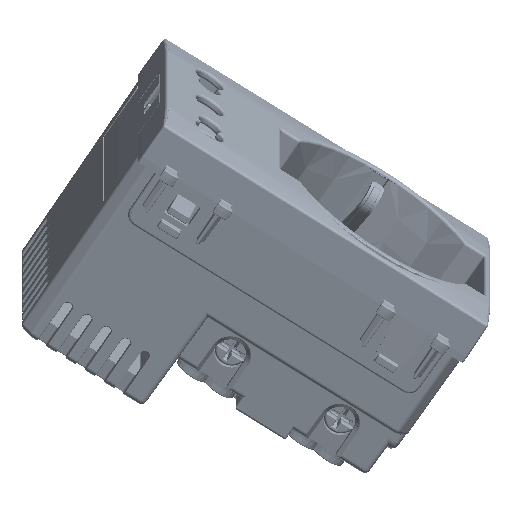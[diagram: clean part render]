
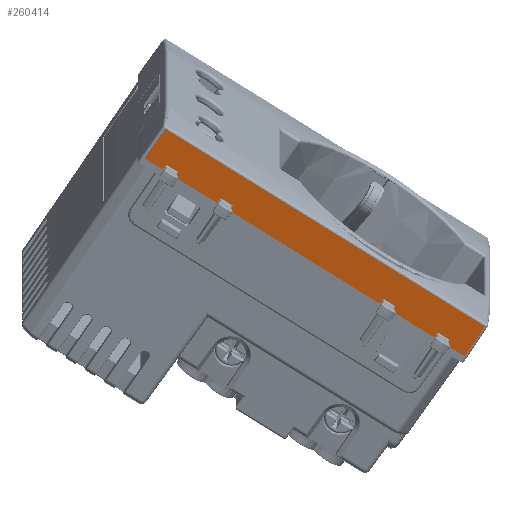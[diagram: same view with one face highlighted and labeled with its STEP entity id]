
A CAD part, front view. The second image highlights one B-rep face of the part: STEP entity #260414.
In plain terms, the highlighted face is planar.
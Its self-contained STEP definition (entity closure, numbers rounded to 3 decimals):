
#231316=CARTESIAN_POINT('Vertex',(-22.45,33.175,1.275)) ;
#231412=CARTESIAN_POINT('Vertex',(-22.45,-33.175,1.275)) ;
#231441=CARTESIAN_POINT('Line Origine',(-22.314,33.141,5.173)) ;
#231445=CARTESIAN_POINT('Vertex',(-22.225,33.119,7.722)) ;
#231469=CARTESIAN_POINT('Vertex',(-22.225,-33.119,7.722)) ;
#231472=CARTESIAN_POINT('Line Origine',(-22.314,-33.141,5.173)) ;
#231508=CARTESIAN_POINT('Line Origine',(-22.225,-16.838,7.722)) ;
#231974=CARTESIAN_POINT('Vertex',(-22.45,-19.248,1.275)) ;
#231999=CARTESIAN_POINT('Vertex',(-22.45,-25.752,1.275)) ;
#250972=CARTESIAN_POINT('Line Origine',(-22.45,-22.5,1.275)) ;
#254100=CARTESIAN_POINT('Vertex',(-22.45,-18.162,1.275)) ;
#254126=CARTESIAN_POINT('Vertex',(-22.45,-15.588,1.275)) ;
#255096=CARTESIAN_POINT('Vertex',(-22.45,15.588,1.275)) ;
#255122=CARTESIAN_POINT('Vertex',(-22.45,18.162,1.275)) ;
#256095=CARTESIAN_POINT('Vertex',(-22.45,-29.412,1.275)) ;
#256121=CARTESIAN_POINT('Vertex',(-22.45,-26.838,1.275)) ;
#256612=CARTESIAN_POINT('Vertex',(-22.45,29.412,1.275)) ;
#256615=CARTESIAN_POINT('Line Origine',(-22.45,31.294,1.275)) ;
#256630=CARTESIAN_POINT('Line Origine',(-22.45,-31.294,1.275)) ;
#256635=CARTESIAN_POINT('Line Origine',(-22.45,-26.295,1.275)) ;
#256640=CARTESIAN_POINT('Line Origine',(-22.45,-18.705,1.275)) ;
#256645=CARTESIAN_POINT('Line Origine',(-22.45,0.,1.275)) ;
#256650=CARTESIAN_POINT('Line Origine',(-22.45,22.5,1.275)) ;
#256654=CARTESIAN_POINT('Vertex',(-22.45,26.838,1.275)) ;
#257645=CARTESIAN_POINT('Vertex',(-22.412,-15.614,2.368)) ;
#257648=CARTESIAN_POINT('Line Origine',(-22.337,-15.666,4.498)) ;
#257975=CARTESIAN_POINT('Line Origine',(-22.412,0.,2.368)) ;
#257979=CARTESIAN_POINT('Vertex',(-22.412,-18.135,2.368)) ;
#258323=CARTESIAN_POINT('Line Origine',(-22.337,-18.082,4.498)) ;
#258613=CARTESIAN_POINT('Vertex',(-22.412,-29.386,2.368)) ;
#258616=CARTESIAN_POINT('Line Origine',(-22.337,-29.334,4.498)) ;
#258943=CARTESIAN_POINT('Line Origine',(-22.412,0.,2.368)) ;
#258947=CARTESIAN_POINT('Vertex',(-22.412,-26.865,2.368)) ;
#259291=CARTESIAN_POINT('Line Origine',(-22.337,-26.918,4.498)) ;
#259581=CARTESIAN_POINT('Vertex',(-22.412,29.386,2.368)) ;
#259584=CARTESIAN_POINT('Line Origine',(-22.337,29.334,4.498)) ;
#259911=CARTESIAN_POINT('Line Origine',(-22.412,0.,2.368)) ;
#259915=CARTESIAN_POINT('Vertex',(-22.412,26.865,2.368)) ;
#260259=CARTESIAN_POINT('Line Origine',(-22.337,26.918,4.498)) ;
#260366=CARTESIAN_POINT('Axis2P3D Location',(-22.211,0.,8.125)) ;
#260371=CARTESIAN_POINT('Line Origine',(-22.431,18.149,1.822)) ;
#260375=CARTESIAN_POINT('Vertex',(-22.412,18.135,2.368)) ;
#260378=CARTESIAN_POINT('Line Origine',(-22.412,16.875,2.368)) ;
#260382=CARTESIAN_POINT('Vertex',(-22.412,15.614,2.368)) ;
#260385=CARTESIAN_POINT('Line Origine',(-22.431,15.601,1.822)) ;
#231442=DIRECTION('Vector Direction',(0.035,-0.009,0.999)) ;
#231473=DIRECTION('Vector Direction',(-0.035,-0.009,-0.999)) ;
#231509=DIRECTION('Vector Direction',(0.,1.,0.)) ;
#250973=DIRECTION('Vector Direction',(0.,-1.,0.)) ;
#256616=DIRECTION('Vector Direction',(0.,-1.,0.)) ;
#256631=DIRECTION('Vector Direction',(0.,-1.,0.)) ;
#256636=DIRECTION('Vector Direction',(0.,-1.,0.)) ;
#256641=DIRECTION('Vector Direction',(0.,-1.,0.)) ;
#256646=DIRECTION('Vector Direction',(0.,-1.,0.)) ;
#256651=DIRECTION('Vector Direction',(0.,-1.,0.)) ;
#257649=DIRECTION('Vector Direction',(-0.035,0.024,-0.999)) ;
#257976=DIRECTION('Vector Direction',(0.,1.,0.)) ;
#258324=DIRECTION('Vector Direction',(-0.035,-0.025,-0.999)) ;
#258617=DIRECTION('Vector Direction',(-0.035,-0.024,-0.999)) ;
#258944=DIRECTION('Vector Direction',(0.,1.,0.)) ;
#259292=DIRECTION('Vector Direction',(-0.035,0.025,-0.999)) ;
#259585=DIRECTION('Vector Direction',(-0.035,0.024,-0.999)) ;
#259912=DIRECTION('Vector Direction',(0.,1.,0.)) ;
#260260=DIRECTION('Vector Direction',(-0.035,-0.025,-0.999)) ;
#260367=DIRECTION('Axis2P3D Direction',(-0.999,0.,0.035)) ;
#260368=DIRECTION('Axis2P3D XDirection',(-0.035,0.,-0.999)) ;
#260372=DIRECTION('Vector Direction',(0.035,-0.025,0.999)) ;
#260379=DIRECTION('Vector Direction',(0.,-1.,0.)) ;
#260386=DIRECTION('Vector Direction',(0.035,0.024,0.999)) ;
#260369=AXIS2_PLACEMENT_3D('Plane Axis2P3D',#260366,#260367,#260368) ;
#260391=ORIENTED_EDGE('',*,*,#256649,.F.) ;
#260392=ORIENTED_EDGE('',*,*,#257652,.F.) ;
#260393=ORIENTED_EDGE('',*,*,#257981,.F.) ;
#260394=ORIENTED_EDGE('',*,*,#258327,.F.) ;
#260395=ORIENTED_EDGE('',*,*,#256644,.F.) ;
#260396=ORIENTED_EDGE('',*,*,#250976,.F.) ;
#260397=ORIENTED_EDGE('',*,*,#256639,.F.) ;
#260398=ORIENTED_EDGE('',*,*,#259295,.T.) ;
#260399=ORIENTED_EDGE('',*,*,#258949,.T.) ;
#260400=ORIENTED_EDGE('',*,*,#258620,.T.) ;
#260401=ORIENTED_EDGE('',*,*,#256634,.F.) ;
#260402=ORIENTED_EDGE('',*,*,#231476,.F.) ;
#260403=ORIENTED_EDGE('',*,*,#231512,.T.) ;
#260404=ORIENTED_EDGE('',*,*,#231447,.T.) ;
#260405=ORIENTED_EDGE('',*,*,#256619,.F.) ;
#260406=ORIENTED_EDGE('',*,*,#259588,.F.) ;
#260407=ORIENTED_EDGE('',*,*,#259917,.F.) ;
#260408=ORIENTED_EDGE('',*,*,#260263,.F.) ;
#260409=ORIENTED_EDGE('',*,*,#256656,.F.) ;
#260410=ORIENTED_EDGE('',*,*,#260377,.T.) ;
#260411=ORIENTED_EDGE('',*,*,#260384,.T.) ;
#260412=ORIENTED_EDGE('',*,*,#260389,.T.) ;
#231443=VECTOR('Line Direction',#231442,1.) ;
#231474=VECTOR('Line Direction',#231473,1.) ;
#231510=VECTOR('Line Direction',#231509,1.) ;
#250974=VECTOR('Line Direction',#250973,1.) ;
#256617=VECTOR('Line Direction',#256616,1.) ;
#256632=VECTOR('Line Direction',#256631,1.) ;
#256637=VECTOR('Line Direction',#256636,1.) ;
#256642=VECTOR('Line Direction',#256641,1.) ;
#256647=VECTOR('Line Direction',#256646,1.) ;
#256652=VECTOR('Line Direction',#256651,1.) ;
#257650=VECTOR('Line Direction',#257649,1.) ;
#257977=VECTOR('Line Direction',#257976,1.) ;
#258325=VECTOR('Line Direction',#258324,1.) ;
#258618=VECTOR('Line Direction',#258617,1.) ;
#258945=VECTOR('Line Direction',#258944,1.) ;
#259293=VECTOR('Line Direction',#259292,1.) ;
#259586=VECTOR('Line Direction',#259585,1.) ;
#259913=VECTOR('Line Direction',#259912,1.) ;
#260261=VECTOR('Line Direction',#260260,1.) ;
#260373=VECTOR('Line Direction',#260372,1.) ;
#260380=VECTOR('Line Direction',#260379,1.) ;
#260387=VECTOR('Line Direction',#260386,1.) ;
#260414=ADVANCED_FACE('PartBody',(#260413),#260370,.T.) ;
#231447=EDGE_CURVE('',#231446,#231317,#231444,.F.) ;
#231476=EDGE_CURVE('',#231470,#231413,#231475,.T.) ;
#231512=EDGE_CURVE('',#231470,#231446,#231511,.T.) ;
#250976=EDGE_CURVE('',#232000,#231975,#250975,.F.) ;
#256619=EDGE_CURVE('',#256613,#231317,#256618,.F.) ;
#256634=EDGE_CURVE('',#231413,#256096,#256633,.F.) ;
#256639=EDGE_CURVE('',#256122,#232000,#256638,.F.) ;
#256644=EDGE_CURVE('',#231975,#254101,#256643,.F.) ;
#256649=EDGE_CURVE('',#254127,#255097,#256648,.F.) ;
#256656=EDGE_CURVE('',#255123,#256655,#256653,.F.) ;
#257652=EDGE_CURVE('',#257646,#254127,#257651,.T.) ;
#257981=EDGE_CURVE('',#257980,#257646,#257978,.T.) ;
#258327=EDGE_CURVE('',#254101,#257980,#258326,.F.) ;
#258620=EDGE_CURVE('',#258614,#256096,#258619,.T.) ;
#258949=EDGE_CURVE('',#258948,#258614,#258946,.F.) ;
#259295=EDGE_CURVE('',#256122,#258948,#259294,.F.) ;
#259588=EDGE_CURVE('',#259582,#256613,#259587,.T.) ;
#259917=EDGE_CURVE('',#259916,#259582,#259914,.T.) ;
#260263=EDGE_CURVE('',#256655,#259916,#260262,.F.) ;
#260377=EDGE_CURVE('',#255123,#260376,#260374,.T.) ;
#260384=EDGE_CURVE('',#260376,#260383,#260381,.T.) ;
#260389=EDGE_CURVE('',#260383,#255097,#260388,.F.) ;
#260390=EDGE_LOOP('',(#260391,#260392,#260393,#260394,#260395,#260396,#260397,#260398,#260399,#260400,#260401,#260402,#260403,#260404,#260405,#260406,#260407,#260408,#260409,#260410,#260411,#260412)) ;
#260413=FACE_OUTER_BOUND('',#260390,.T.) ;
#231444=LINE('Line',#231441,#231443) ;
#231475=LINE('Line',#231472,#231474) ;
#231511=LINE('Line',#231508,#231510) ;
#250975=LINE('Line',#250972,#250974) ;
#256618=LINE('Line',#256615,#256617) ;
#256633=LINE('Line',#256630,#256632) ;
#256638=LINE('Line',#256635,#256637) ;
#256643=LINE('Line',#256640,#256642) ;
#256648=LINE('Line',#256645,#256647) ;
#256653=LINE('Line',#256650,#256652) ;
#257651=LINE('Line',#257648,#257650) ;
#257978=LINE('Line',#257975,#257977) ;
#258326=LINE('Line',#258323,#258325) ;
#258619=LINE('Line',#258616,#258618) ;
#258946=LINE('Line',#258943,#258945) ;
#259294=LINE('Line',#259291,#259293) ;
#259587=LINE('Line',#259584,#259586) ;
#259914=LINE('Line',#259911,#259913) ;
#260262=LINE('Line',#260259,#260261) ;
#260374=LINE('Line',#260371,#260373) ;
#260381=LINE('Line',#260378,#260380) ;
#260388=LINE('Line',#260385,#260387) ;
#260370=PLANE('',#260369) ;
#231317=VERTEX_POINT('',#231316) ;
#231413=VERTEX_POINT('',#231412) ;
#231446=VERTEX_POINT('',#231445) ;
#231470=VERTEX_POINT('',#231469) ;
#231975=VERTEX_POINT('',#231974) ;
#232000=VERTEX_POINT('',#231999) ;
#254101=VERTEX_POINT('',#254100) ;
#254127=VERTEX_POINT('',#254126) ;
#255097=VERTEX_POINT('',#255096) ;
#255123=VERTEX_POINT('',#255122) ;
#256096=VERTEX_POINT('',#256095) ;
#256122=VERTEX_POINT('',#256121) ;
#256613=VERTEX_POINT('',#256612) ;
#256655=VERTEX_POINT('',#256654) ;
#257646=VERTEX_POINT('',#257645) ;
#257980=VERTEX_POINT('',#257979) ;
#258614=VERTEX_POINT('',#258613) ;
#258948=VERTEX_POINT('',#258947) ;
#259582=VERTEX_POINT('',#259581) ;
#259916=VERTEX_POINT('',#259915) ;
#260376=VERTEX_POINT('',#260375) ;
#260383=VERTEX_POINT('',#260382) ;
